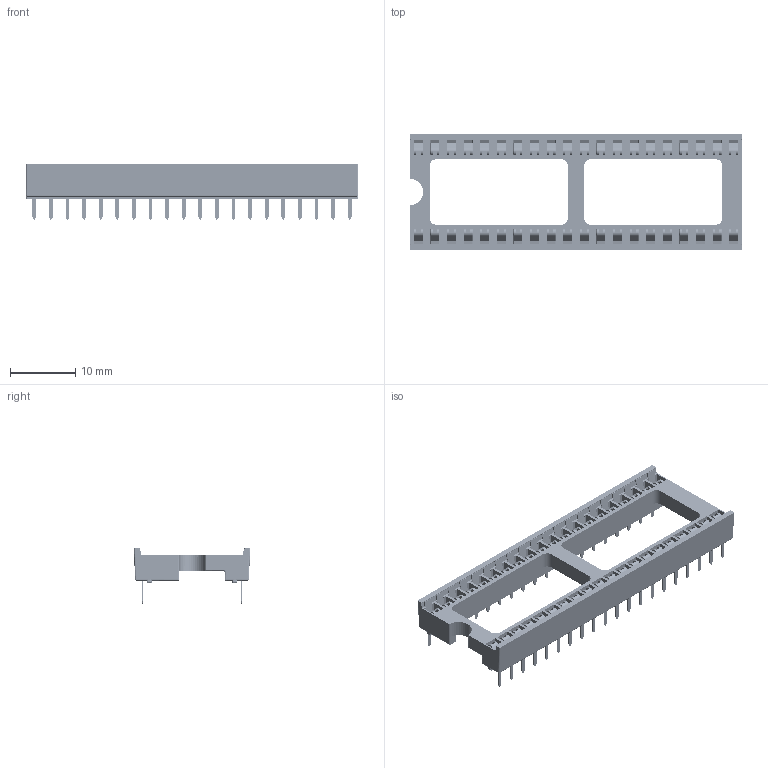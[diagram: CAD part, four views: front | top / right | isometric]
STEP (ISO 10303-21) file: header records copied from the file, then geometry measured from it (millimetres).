
FILE_DESCRIPTION(/* description */ (''),/* implementation_level */ '2;1');
FILE_NAME(/* name */ 'DIP-40 W15.24mm IC Socket.STEP',/* time_stamp */ '2019-09-19T17:28:36+02:00',/* author */ ('PCB-Tech'),/* organization */ (''),/* preprocessor_version */ 'ST-DEVELOPER v17',/* originating_system */ 'Autodesk Inventor 2019',/* authorisation */ '');
FILE_SCHEMA (('AUTOMOTIVE_DESIGN { 1 0 10303 214 3 1 1 }'));
Length unit declared in the file: millimetre
Products named in the file (3): DIP-40 W15.24mm IC Socket; Body DIP-40 Socket; Stamped Dual Wipe Contact for DIP Sockets
Assembly tree (41 placements, depth 2):
  DIP-40 W15.24mm IC Socket
    Stamped Dual Wipe Contact for DIP Sockets  x40
    Body DIP-40 Socket
Bounding box: 50.8 x 17.78 x 8.46 mm (x, y, z)
Volume: 1443.1 mm3; surface area: 4818.7 mm2
Topology: 41 solids, 41 shells, 11939 faces, 29814 edges, 18275 vertices
Faces by surface type: plane 3997, bspline 3164, cylinder 3010, torus 1523, sphere 245
Entity records: 33040 total; most frequent: CARTESIAN_POINT 7941, ORIENTED_EDGE 5490, DIRECTION 4683, EDGE_CURVE 2745, LINE 2287, VECTOR 2287, VERTEX_POINT 1777, AXIS2_PLACEMENT_3D 1198
